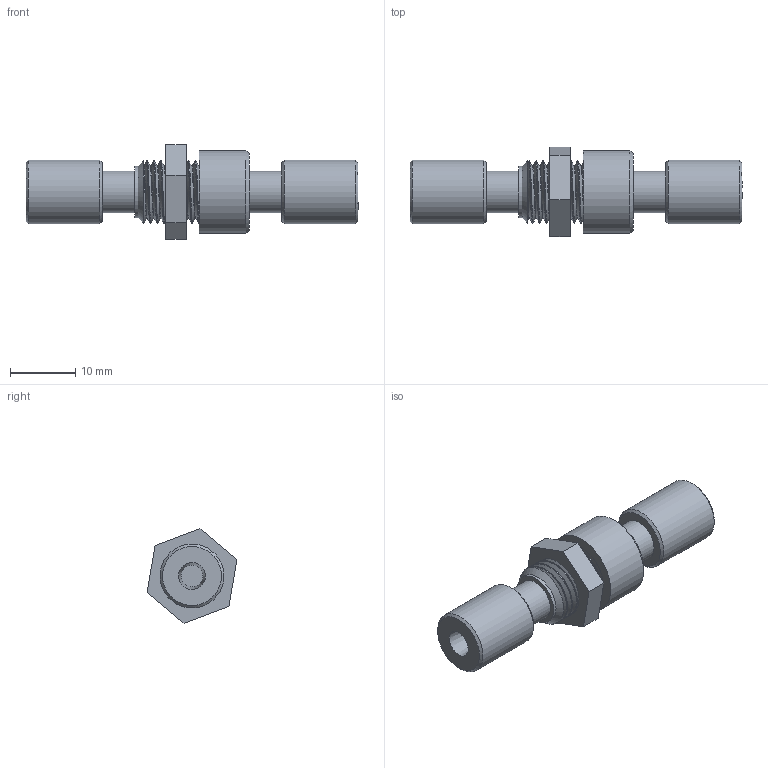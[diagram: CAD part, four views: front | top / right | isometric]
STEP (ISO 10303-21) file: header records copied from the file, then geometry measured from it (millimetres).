
FILE_DESCRIPTION((''),'2;1');
FILE_NAME('305072-CBULPK Low pressure bulkhead union.stp','2013-08-21T11:58:48',('Franzp'),(''),'Autodesk Inventor 2013','Autodesk Inventor 2013','');
FILE_SCHEMA(('AUTOMOTIVE_DESIGN { 1 0 10303 214 1 1 1 1 }'));
Length unit declared in the file: millimetre
Products named in the file (3): 3150a72; 315072; 313115
Assembly tree (2 placements, depth 2):
  3150a72
    315072
    313115
Bounding box: 50.8 x 13.74 x 14.46 mm (x, y, z)
Volume: 260.6 mm3; surface area: 3180.4 mm2
Topology: 1 solids, 7 shells, 45 faces, 100 edges, 63 vertices
Faces by surface type: plane 20, cone 10, cylinder 9, bspline 6
Full cylindrical faces by diameter (mm): 6.35 x2, 7.874 x1, 7.956 x2, 8.382 x1, 9.78 x2, 12.7 x1
Entity records: 4560 total; most frequent: CARTESIAN_POINT 3512, DIRECTION 188, ORIENTED_EDGE 134, AXIS2_PLACEMENT_3D 85, EDGE_CURVE 78, EDGE_LOOP 76, VERTEX_POINT 60, FACE_OUTER_BOUND 45
